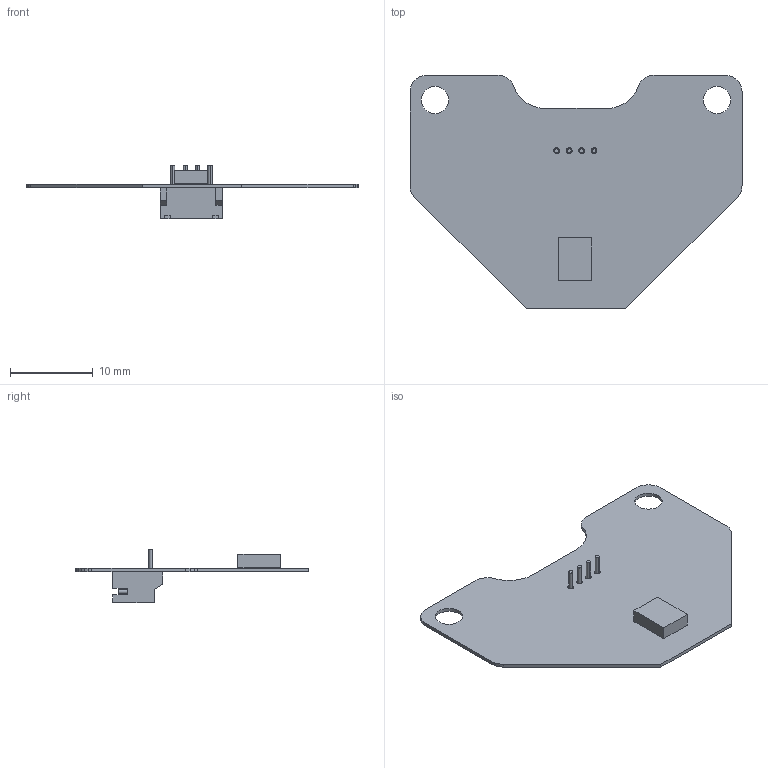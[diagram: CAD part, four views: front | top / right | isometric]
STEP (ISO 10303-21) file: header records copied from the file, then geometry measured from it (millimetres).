
FILE_DESCRIPTION(('Open CASCADE Model'),'2;1');
FILE_NAME('Open CASCADE Shape Model','2020-02-01T15:21:11',('Author'),( 'Open CASCADE'),'Open CASCADE STEP processor 6.8','Open CASCADE 6.8' ,'Unknown');
FILE_SCHEMA(('AUTOMOTIVE_DESIGN { 1 0 10303 214 1 1 1 1 }'));
Length unit declared in the file: millimetre
Products named in the file (7): PCB; Board; P1; S4B-ZR_RGB11913679; U1; 660288480; Extruded
Assembly tree (6 placements, depth 4):
  PCB
    Board
    P1
      S4B-ZR_RGB11913679
    U1
      660288480
        Extruded
Bounding box: 40 x 28.14 x 6.4 mm (x, y, z)
Volume: 469.3 mm3; surface area: 2107 mm2
Topology: 3 solids, 3 shells, 124 faces, 340 edges, 226 vertices
Faces by surface type: plane 102, cylinder 22
Full cylindrical faces by diameter (mm): 0.7 x4, 3.302 x2
Entity records: 10472 total; most frequent: CARTESIAN_POINT 3033, DIRECTION 1242, LINE 868, VECTOR 868, ORIENTED_EDGE 680, PCURVE 680, DEFINITIONAL_REPRESENTATION 680, EDGE_CURVE 340
